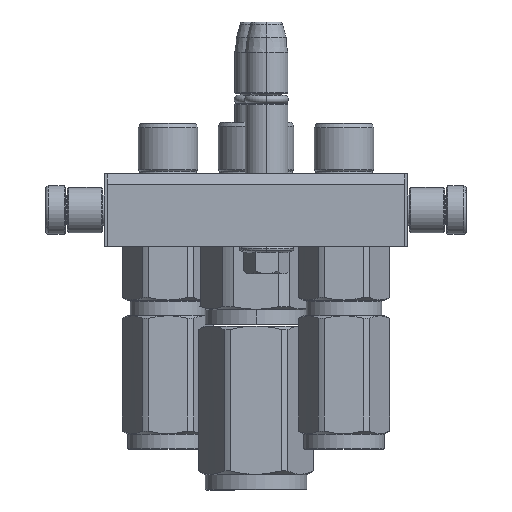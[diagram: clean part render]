
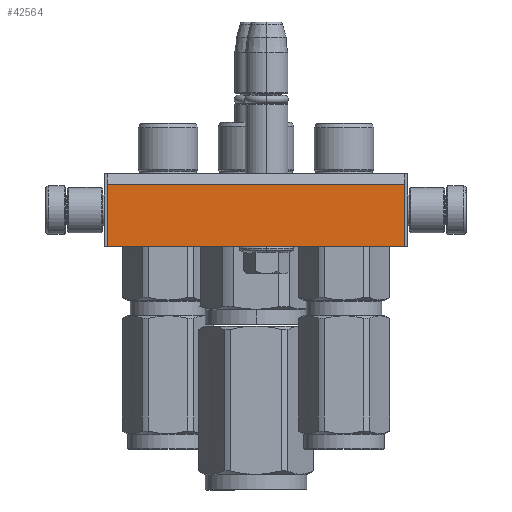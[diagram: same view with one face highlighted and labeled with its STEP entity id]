
A CAD part, left-side view. The second image highlights one B-rep face of the part: STEP entity #42564.
In plain terms, the highlighted face is planar.
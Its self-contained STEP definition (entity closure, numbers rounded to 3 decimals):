
#429 = PLANE ( 'NONE',  #39901 ) ;
#1713 = ORIENTED_EDGE ( 'NONE', *, *, #36909, .F. ) ;
#2437 = LINE ( 'NONE', #35175, #21301 ) ;
#2814 = VECTOR ( 'NONE', #24594, 1000. ) ;
#4077 = DIRECTION ( 'NONE',  ( 1., 0., 0. ) ) ;
#5751 = DIRECTION ( 'NONE',  ( 0., 1., 0. ) ) ;
#9067 = VERTEX_POINT ( 'NONE', #20313 ) ;
#9752 = VERTEX_POINT ( 'NONE', #26438 ) ;
#10557 = EDGE_LOOP ( 'NONE', ( #26024, #1713, #13039, #26339 ) ) ;
#12225 = CARTESIAN_POINT ( 'NONE',  ( -20., 3.464, 24. ) ) ;
#12328 = VERTEX_POINT ( 'NONE', #44531 ) ;
#13039 = ORIENTED_EDGE ( 'NONE', *, *, #38689, .T. ) ;
#14849 = VERTEX_POINT ( 'NONE', #45109 ) ;
#16808 = LINE ( 'NONE', #39599, #19442 ) ;
#18942 = DIRECTION ( 'NONE',  ( 1., 0., 0. ) ) ;
#19442 = VECTOR ( 'NONE', #5751, 1000. ) ;
#20313 = CARTESIAN_POINT ( 'NONE',  ( 78., 24., 24. ) ) ;
#21301 = VECTOR ( 'NONE', #18942, 1000. ) ;
#22223 = DIRECTION ( 'NONE',  ( 0., 0., 1. ) ) ;
#23083 = EDGE_CURVE ( 'NONE', #12328, #9067, #23864, .T. ) ;
#23864 = LINE ( 'NONE', #28633, #44733 ) ;
#24594 = DIRECTION ( 'NONE',  ( 0., 1., 0. ) ) ;
#26024 = ORIENTED_EDGE ( 'NONE', *, *, #23083, .F. ) ;
#26339 = ORIENTED_EDGE ( 'NONE', *, *, #38176, .T. ) ;
#26438 = CARTESIAN_POINT ( 'NONE',  ( 78., 3.464, 24. ) ) ;
#28633 = CARTESIAN_POINT ( 'NONE',  ( -20., 24., 24. ) ) ;
#29521 = DIRECTION ( 'NONE',  ( 1., 0., 0. ) ) ;
#35175 = CARTESIAN_POINT ( 'NONE',  ( -20., 3.464, 24. ) ) ;
#36909 = EDGE_CURVE ( 'NONE', #14849, #12328, #37326, .T. ) ;
#37326 = LINE ( 'NONE', #12225, #2814 ) ;
#38176 = EDGE_CURVE ( 'NONE', #9752, #9067, #16808, .T. ) ;
#38689 = EDGE_CURVE ( 'NONE', #14849, #9752, #2437, .T. ) ;
#39599 = CARTESIAN_POINT ( 'NONE',  ( 78., 3.464, 24. ) ) ;
#39901 = AXIS2_PLACEMENT_3D ( 'NONE', #41902, #22223, #29521 ) ;
#41902 = CARTESIAN_POINT ( 'NONE',  ( -21., 0., 24. ) ) ;
#42564 = ADVANCED_FACE ( 'NONE', ( #44992 ), #429, .T. ) ;
#44531 = CARTESIAN_POINT ( 'NONE',  ( -20., 24., 24. ) ) ;
#44733 = VECTOR ( 'NONE', #4077, 1000. ) ;
#44992 = FACE_OUTER_BOUND ( 'NONE', #10557, .T. ) ;
#45109 = CARTESIAN_POINT ( 'NONE',  ( -20., 3.464, 24. ) ) ;
